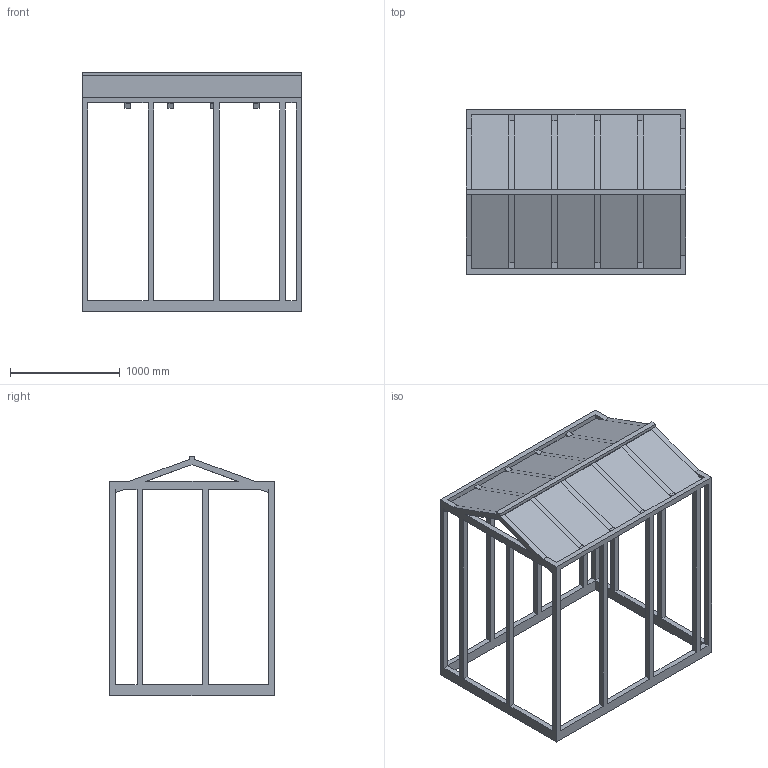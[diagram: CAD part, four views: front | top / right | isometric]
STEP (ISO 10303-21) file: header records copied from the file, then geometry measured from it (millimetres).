
FILE_DESCRIPTION(('Open CASCADE Model'),'2;1');
FILE_NAME('Open CASCADE Shape Model','2025-08-27T18:09:19',('Author'),( 'Open CASCADE'),'Open CASCADE STEP processor 7.7','Open CASCADE 7.7' ,'Unknown');
FILE_SCHEMA(('AUTOMOTIVE_DESIGN { 1 0 10303 214 1 1 1 1 }'));
Length unit declared in the file: millimetre
Products named in the file (1): Open CASCADE STEP translator 7.7 1
Bounding box: 2000 x 1500 x 2179.78 mm (x, y, z)
Volume: 167177259 mm3; surface area: 16118220.2 mm2
Topology: 1 solids, 1 shells, 199 faces, 612 edges, 404 vertices
Faces by surface type: plane 199
Entity records: 14360 total; most frequent: CARTESIAN_POINT 2804, DIRECTION 1872, LINE 1472, VECTOR 1472, ORIENTED_EDGE 1224, PCURVE 1224, DEFINITIONAL_REPRESENTATION 1224, EDGE_CURVE 612
